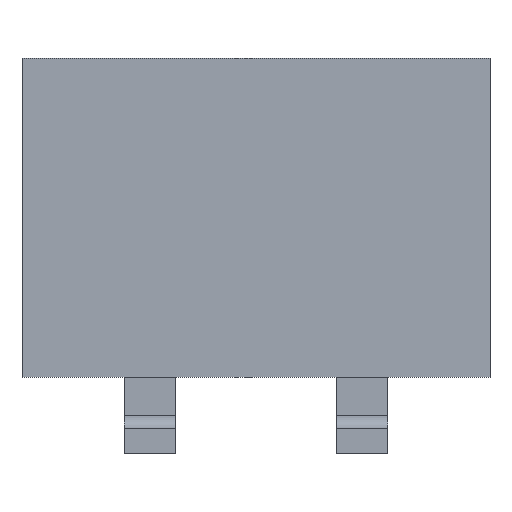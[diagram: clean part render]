
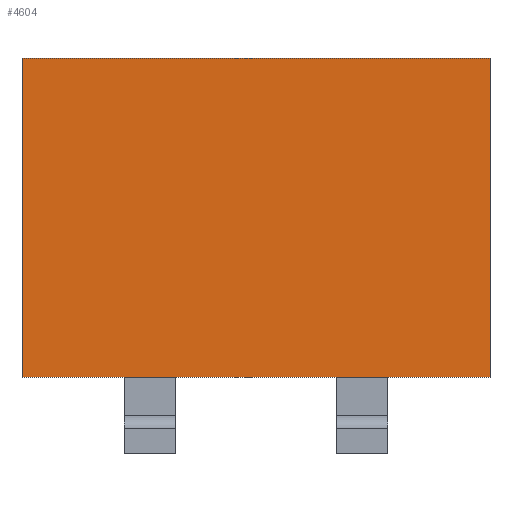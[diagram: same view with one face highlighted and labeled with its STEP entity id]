
A CAD part, left-side view. The second image highlights one B-rep face of the part: STEP entity #4604.
In plain terms, the highlighted planar face has unit normal (-1, 0, 0).
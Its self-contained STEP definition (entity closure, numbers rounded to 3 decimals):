
#304=LINE('',#7064,#557);
#307=LINE('',#7070,#560);
#308=LINE('',#7072,#561);
#309=LINE('',#7074,#562);
#557=VECTOR('',#5436,1000.);
#560=VECTOR('',#5441,1000.);
#561=VECTOR('',#5442,1000.);
#562=VECTOR('',#5443,1000.);
#1353=ORIENTED_EDGE('',*,*,#1973,.F.);
#1354=ORIENTED_EDGE('',*,*,#1974,.F.);
#1355=ORIENTED_EDGE('',*,*,#1975,.T.);
#1356=ORIENTED_EDGE('',*,*,#1970,.T.);
#1970=EDGE_CURVE('',#2295,#2293,#304,.T.);
#1973=EDGE_CURVE('',#2297,#2293,#307,.T.);
#1974=EDGE_CURVE('',#2298,#2297,#308,.T.);
#1975=EDGE_CURVE('',#2298,#2295,#309,.T.);
#2293=VERTEX_POINT('',#7062);
#2295=VERTEX_POINT('',#7065);
#2297=VERTEX_POINT('',#7071);
#2298=VERTEX_POINT('',#7073);
#2697=EDGE_LOOP('',(#1353,#1354,#1355,#1356));
#2918=FACE_BOUND('',#2697,.T.);
#3105=PLANE('',#4806);
#4604=ADVANCED_FACE('',(#2918),#3105,.T.);
#4806=AXIS2_PLACEMENT_3D('',#7069,#5439,#5440);
#5436=DIRECTION('',(0.,0.,-1.));
#5439=DIRECTION('',(-1.,0.,0.));
#5440=DIRECTION('',(0.,-1.,0.));
#5441=DIRECTION('',(0.,1.,0.));
#5442=DIRECTION('',(0.,0.,-1.));
#5443=DIRECTION('',(0.,1.,0.));
#7062=CARTESIAN_POINT('',(-3.7,2.75,0.));
#7064=CARTESIAN_POINT('',(-3.7,2.75,3.75));
#7065=CARTESIAN_POINT('',(-3.7,2.75,3.75));
#7069=CARTESIAN_POINT('',(-3.7,-2.75,3.75));
#7070=CARTESIAN_POINT('',(-3.7,-2.75,0.));
#7071=CARTESIAN_POINT('',(-3.7,-2.75,0.));
#7072=CARTESIAN_POINT('',(-3.7,-2.75,3.75));
#7073=CARTESIAN_POINT('',(-3.7,-2.75,3.75));
#7074=CARTESIAN_POINT('',(-3.7,-2.75,3.75));
